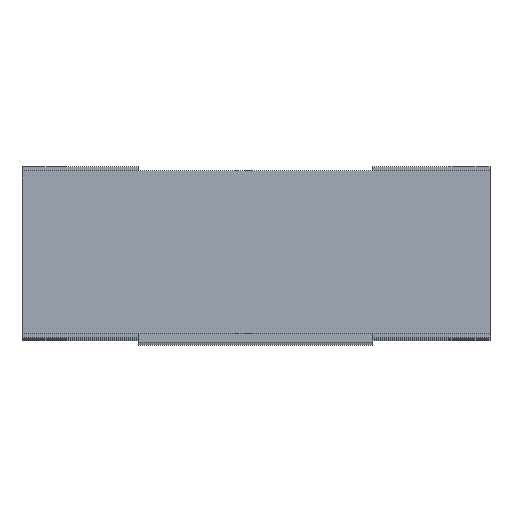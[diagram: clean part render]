
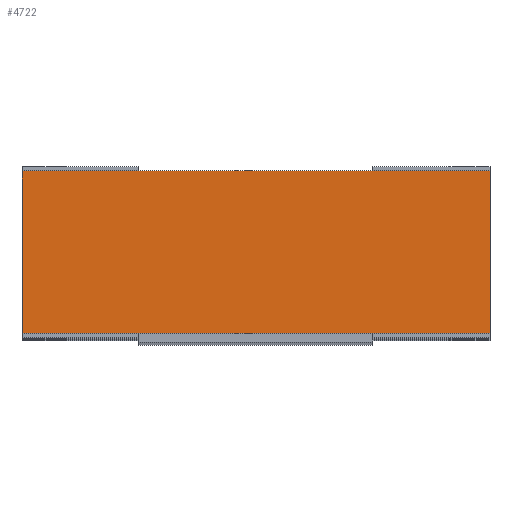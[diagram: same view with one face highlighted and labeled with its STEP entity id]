
A CAD part, top view. The second image highlights one B-rep face of the part: STEP entity #4722.
In plain terms, the highlighted planar face has unit normal (0, 0, 1).
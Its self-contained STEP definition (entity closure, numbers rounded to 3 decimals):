
#1605=DIRECTION('',(0.,-1.,0.));
#1606=VECTOR('',#1605,0.555);
#1607=CARTESIAN_POINT('',(-0.8,0.278,6.4));
#1608=LINE('',#1607,#1606);
#1609=DIRECTION('',(-1.,0.,0.));
#1610=VECTOR('',#1609,1.6);
#1611=CARTESIAN_POINT('',(0.8,0.278,6.4));
#1612=LINE('',#1611,#1610);
#1613=DIRECTION('',(0.,1.,0.));
#1614=VECTOR('',#1613,0.555);
#1615=CARTESIAN_POINT('',(0.8,-0.278,6.4));
#1616=LINE('',#1615,#1614);
#1617=DIRECTION('',(1.,0.,0.));
#1618=VECTOR('',#1617,1.6);
#1619=CARTESIAN_POINT('',(-0.8,-0.278,6.4));
#1620=LINE('',#1619,#1618);
#2057=CARTESIAN_POINT('',(-0.8,0.278,6.4));
#2058=CARTESIAN_POINT('',(-0.8,-0.278,6.4));
#2059=VERTEX_POINT('',#2057);
#2060=VERTEX_POINT('',#2058);
#2061=CARTESIAN_POINT('',(0.8,-0.278,6.4));
#2062=VERTEX_POINT('',#2061);
#2063=CARTESIAN_POINT('',(0.8,0.278,6.4));
#2064=VERTEX_POINT('',#2063);
#4711=CARTESIAN_POINT('',(0.,0.,6.4));
#4712=DIRECTION('',(0.,0.,1.));
#4713=DIRECTION('',(1.,0.,0.));
#4714=AXIS2_PLACEMENT_3D('',#4711,#4712,#4713);
#4715=PLANE('',#4714);
#4716=ORIENTED_EDGE('',*,*,#2997,.F.);
#4717=ORIENTED_EDGE('',*,*,#4385,.F.);
#4718=ORIENTED_EDGE('',*,*,#4010,.F.);
#4719=ORIENTED_EDGE('',*,*,#3440,.F.);
#4720=EDGE_LOOP('',(#4716,#4717,#4718,#4719));
#4721=FACE_OUTER_BOUND('',#4720,.F.);
#2997=EDGE_CURVE('',#2059,#2060,#1608,.T.);
#3440=EDGE_CURVE('',#2060,#2062,#1620,.T.);
#4010=EDGE_CURVE('',#2062,#2064,#1616,.T.);
#4385=EDGE_CURVE('',#2064,#2059,#1612,.T.);
#4722=ADVANCED_FACE('',(#4721),#4715,.T.);
